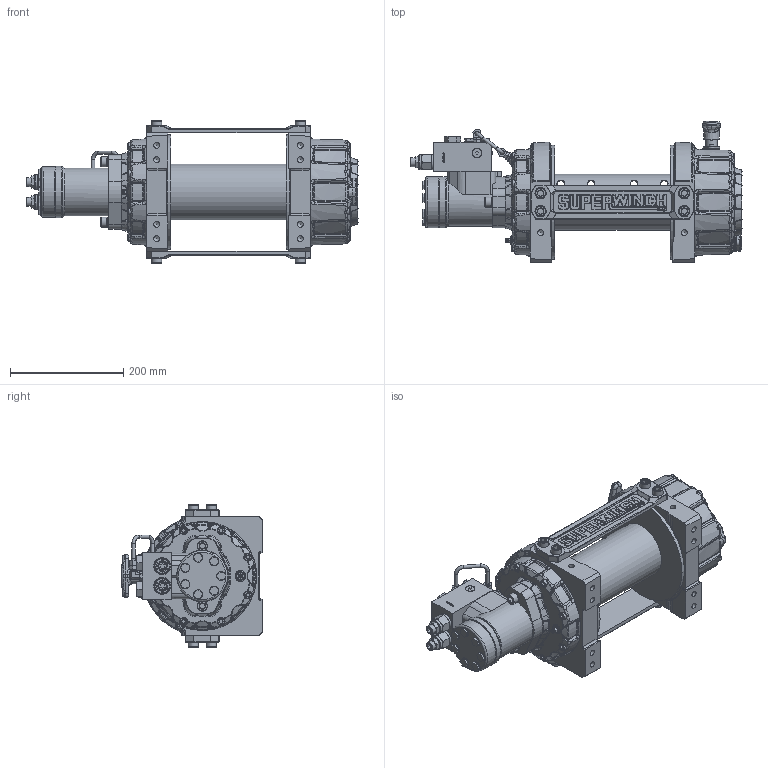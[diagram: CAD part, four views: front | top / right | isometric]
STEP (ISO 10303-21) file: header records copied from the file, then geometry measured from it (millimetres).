
FILE_DESCRIPTION(/* description */ (''),/* implementation_level */ '2;1');
FILE_NAME(/* name */ '649423_SI10000-Narrow.stp',/* time_stamp */ '2023-06-12T08:54:48+02:00',/* author */ ('lang1ph'),/* organization */ (''),/* preprocessor_version */ 'ST-DEVELOPER v18.1',/* originating_system */ 'Autodesk Inventor 2022',/* authorisation */ '');
FILE_SCHEMA (('CONFIG_CONTROL_DESIGN'));
Products named in the file (1): 649423_SI10000-Narrow
Bounding box: 586.95 x 249.12 x 251.55 mm (x, y, z)
Volume: 0 mm3; surface area: 665817.5 mm2
Topology: 2 solids, 83 shells, 5040 faces, 14370 edges, 9502 vertices
Faces by surface type: plane 1427, bspline 1168, cylinder 1167, cone 661, torus 430, sphere 187
Full cylindrical faces by diameter (mm): 0.737 x1, 1.299 x1, 1.595 x1, 2.95 x1, 5.6 x1, 6 x5, 6.35 x2, 6.75 x1, 6.8 x2, 7.2 x1, 7.507 x2, 8.5 x4, 9 x2, 9.246 x5, 10.2 x12, 11.113 x2, 12 x2, 12.5 x4, 13 x16, 14 x16, 15.7 x2, 16.002 x1, 16.281 x7, 16.51 x2, 17 x1, 18 x10, 20 x8, 20.25 x1, 21.031 x1, 26 x2
Entity records: 512802 total; most frequent: CARTESIAN_POINT 387330, ORIENTED_EDGE 28057, DIRECTION 21438, EDGE_CURVE 14321, VERTEX_POINT 9502, AXIS2_PLACEMENT_3D 8485, EDGE_LOOP 5342, FACE_OUTER_BOUND 5040
